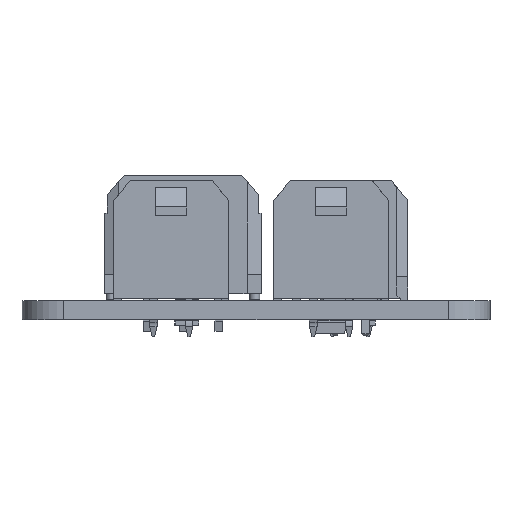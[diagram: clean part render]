
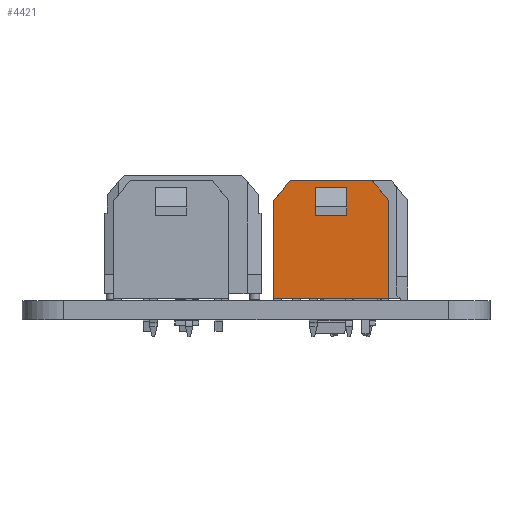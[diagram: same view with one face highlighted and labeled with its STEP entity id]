
A CAD part, front view. The second image highlights one B-rep face of the part: STEP entity #4421.
In plain terms, the highlighted face is planar.
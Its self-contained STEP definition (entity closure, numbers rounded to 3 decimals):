
#3712 = VERTEX_POINT('',#3713);
#3713 = CARTESIAN_POINT('',(-4.825,9.9,3.86));
#3719 = EDGE_CURVE('',#3720,#3712,#3722,.T.);
#3720 = VERTEX_POINT('',#3721);
#3721 = CARTESIAN_POINT('',(4.825,9.9,3.86));
#3722 = LINE('',#3723,#3724);
#3723 = CARTESIAN_POINT('',(4.825,9.9,3.86));
#3724 = VECTOR('',#3725,1.);
#3725 = DIRECTION('',(-1.,0.,0.));
#3977 = EDGE_CURVE('',#3720,#3978,#3980,.T.);
#3978 = VERTEX_POINT('',#3979);
#3979 = CARTESIAN_POINT('',(4.825,1.668,3.86));
#3980 = LINE('',#3981,#3982);
#3981 = CARTESIAN_POINT('',(4.825,9.9,3.86));
#3982 = VECTOR('',#3983,1.);
#3983 = DIRECTION('',(0.,-1.,0.));
#4234 = VERTEX_POINT('',#4235);
#4235 = CARTESIAN_POINT('',(-4.825,1.668,3.86));
#4252 = VERTEX_POINT('',#4253);
#4253 = CARTESIAN_POINT('',(-3.425,0.,3.86));
#4259 = EDGE_CURVE('',#4252,#4234,#4260,.T.);
#4260 = LINE('',#4261,#4262);
#4261 = CARTESIAN_POINT('',(-3.425,0.,3.86));
#4262 = VECTOR('',#4263,1.);
#4263 = DIRECTION('',(-0.643,0.766,0.
    ));
#4274 = VERTEX_POINT('',#4275);
#4275 = CARTESIAN_POINT('',(3.425,0.,3.86));
#4290 = EDGE_CURVE('',#3978,#4274,#4291,.T.);
#4291 = LINE('',#4292,#4293);
#4292 = CARTESIAN_POINT('',(4.825,1.668,3.86));
#4293 = VECTOR('',#4294,1.);
#4294 = DIRECTION('',(-0.643,-0.766,
    0.));
#4381 = EDGE_CURVE('',#4274,#4252,#4382,.T.);
#4382 = LINE('',#4383,#4384);
#4383 = CARTESIAN_POINT('',(4.825,0.,3.86));
#4384 = VECTOR('',#4385,1.);
#4385 = DIRECTION('',(-1.,0.,0.));
#4421 = ADVANCED_FACE('',(#4422,#4435),#4469,.T.);
#4422 = FACE_BOUND('',#4423,.T.);
#4423 = EDGE_LOOP('',(#4424,#4425,#4426,#4427,#4433,#4434));
#4424 = ORIENTED_EDGE('',*,*,#4290,.F.);
#4425 = ORIENTED_EDGE('',*,*,#3977,.F.);
#4426 = ORIENTED_EDGE('',*,*,#3719,.T.);
#4427 = ORIENTED_EDGE('',*,*,#4428,.T.);
#4428 = EDGE_CURVE('',#3712,#4234,#4429,.T.);
#4429 = LINE('',#4430,#4431);
#4430 = CARTESIAN_POINT('',(-4.825,9.9,3.86));
#4431 = VECTOR('',#4432,1.);
#4432 = DIRECTION('',(0.,-1.,0.));
#4433 = ORIENTED_EDGE('',*,*,#4259,.F.);
#4434 = ORIENTED_EDGE('',*,*,#4381,.F.);
#4435 = FACE_BOUND('',#4436,.T.);
#4436 = EDGE_LOOP('',(#4437,#4447,#4455,#4463));
#4437 = ORIENTED_EDGE('',*,*,#4438,.T.);
#4438 = EDGE_CURVE('',#4439,#4441,#4443,.T.);
#4439 = VERTEX_POINT('',#4440);
#4440 = CARTESIAN_POINT('',(1.3,0.54,3.86));
#4441 = VERTEX_POINT('',#4442);
#4442 = CARTESIAN_POINT('',(-1.3,0.54,3.86));
#4443 = LINE('',#4444,#4445);
#4444 = CARTESIAN_POINT('',(1.3,0.54,3.86));
#4445 = VECTOR('',#4446,1.);
#4446 = DIRECTION('',(-1.,0.,0.));
#4447 = ORIENTED_EDGE('',*,*,#4448,.T.);
#4448 = EDGE_CURVE('',#4441,#4449,#4451,.T.);
#4449 = VERTEX_POINT('',#4450);
#4450 = CARTESIAN_POINT('',(-1.3,2.95,3.86));
#4451 = LINE('',#4452,#4453);
#4452 = CARTESIAN_POINT('',(-1.3,0.54,3.86));
#4453 = VECTOR('',#4454,1.);
#4454 = DIRECTION('',(0.,1.,0.));
#4455 = ORIENTED_EDGE('',*,*,#4456,.F.);
#4456 = EDGE_CURVE('',#4457,#4449,#4459,.T.);
#4457 = VERTEX_POINT('',#4458);
#4458 = CARTESIAN_POINT('',(1.3,2.95,3.86));
#4459 = LINE('',#4460,#4461);
#4460 = CARTESIAN_POINT('',(1.3,2.95,3.86));
#4461 = VECTOR('',#4462,1.);
#4462 = DIRECTION('',(-1.,0.,0.));
#4463 = ORIENTED_EDGE('',*,*,#4464,.F.);
#4464 = EDGE_CURVE('',#4439,#4457,#4465,.T.);
#4465 = LINE('',#4466,#4467);
#4466 = CARTESIAN_POINT('',(1.3,0.54,3.86));
#4467 = VECTOR('',#4468,1.);
#4468 = DIRECTION('',(0.,1.,0.));
#4469 = PLANE('',#4470);
#4470 = AXIS2_PLACEMENT_3D('',#4471,#4472,#4473);
#4471 = CARTESIAN_POINT('',(4.825,9.9,3.86));
#4472 = DIRECTION('',(0.,0.,1.));
#4473 = DIRECTION('',(1.,0.,0.));
